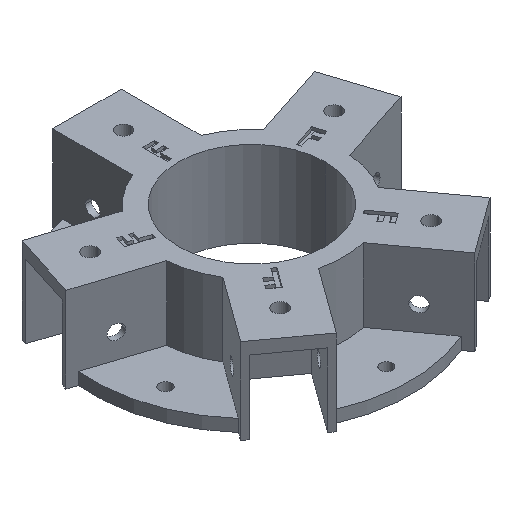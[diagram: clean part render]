
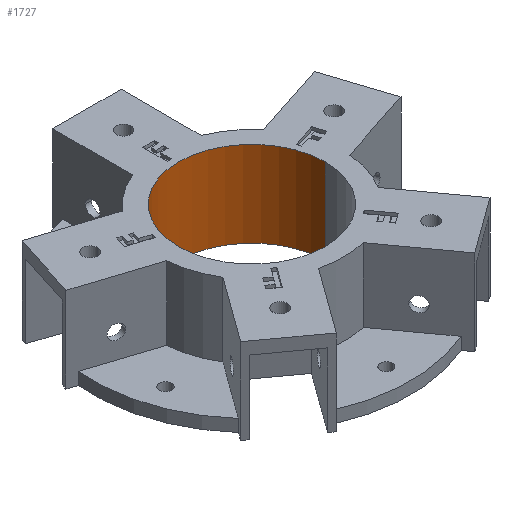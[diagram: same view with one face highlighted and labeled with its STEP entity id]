
A CAD part, isometric view. The second image highlights one B-rep face of the part: STEP entity #1727.
In plain terms, the highlighted cylindrical face has radius 60 mm (diameter 120 mm), a partial arc.
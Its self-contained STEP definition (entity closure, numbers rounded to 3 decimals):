
#187 = AXIS2_PLACEMENT_3D ( 'NONE', #1033, #4487, #4120 ) ;
#268 = DIRECTION ( 'NONE',  ( 0., 0., 1. ) ) ;
#330 = CARTESIAN_POINT ( 'NONE',  ( -60., 0., 60. ) ) ;
#560 = CARTESIAN_POINT ( 'NONE',  ( 0., 0., 60. ) ) ;
#733 = VERTEX_POINT ( 'NONE', #1923 ) ;
#932 = CIRCLE ( 'NONE', #187, 60. ) ;
#1030 = VERTEX_POINT ( 'NONE', #2483 ) ;
#1033 = CARTESIAN_POINT ( 'NONE',  ( 0., 0., 70. ) ) ;
#1239 = VERTEX_POINT ( 'NONE', #4238 ) ;
#1250 = DIRECTION ( 'NONE',  ( 0., 0., -1. ) ) ;
#1463 = ORIENTED_EDGE ( 'NONE', *, *, #2079, .F. ) ;
#1489 = VECTOR ( 'NONE', #1250, 1000. ) ;
#1649 = CARTESIAN_POINT ( 'NONE',  ( 60., 0., 70. ) ) ;
#1727 = ADVANCED_FACE ( 'NONE', ( #2712 ), #4280, .F. ) ;
#1906 = ORIENTED_EDGE ( 'NONE', *, *, #2490, .F. ) ;
#1923 = CARTESIAN_POINT ( 'NONE',  ( -60., 0., 70. ) ) ;
#1934 = LINE ( 'NONE', #330, #4229 ) ;
#2079 = EDGE_CURVE ( 'NONE', #4009, #1239, #4737, .T. ) ;
#2475 = AXIS2_PLACEMENT_3D ( 'NONE', #3903, #268, #4289 ) ;
#2483 = CARTESIAN_POINT ( 'NONE',  ( -60., 0., 0. ) ) ;
#2490 = EDGE_CURVE ( 'NONE', #1239, #1030, #4705, .T. ) ;
#2606 = ORIENTED_EDGE ( 'NONE', *, *, #4383, .T. ) ;
#2712 = FACE_OUTER_BOUND ( 'NONE', #3656, .T. ) ;
#3045 = DIRECTION ( 'NONE',  ( 0., 0., -1. ) ) ;
#3370 = DIRECTION ( 'NONE',  ( -1., 0., 0. ) ) ;
#3656 = EDGE_LOOP ( 'NONE', ( #1463, #4974, #2606, #1906 ) ) ;
#3903 = CARTESIAN_POINT ( 'NONE',  ( 0., 0., 0. ) ) ;
#4009 = VERTEX_POINT ( 'NONE', #1649 ) ;
#4053 = CARTESIAN_POINT ( 'NONE',  ( 60., 0., 60. ) ) ;
#4120 = DIRECTION ( 'NONE',  ( 1., 0., 0. ) ) ;
#4229 = VECTOR ( 'NONE', #3045, 1000. ) ;
#4238 = CARTESIAN_POINT ( 'NONE',  ( 60., 0., 0. ) ) ;
#4256 = EDGE_CURVE ( 'NONE', #733, #4009, #932, .T. ) ;
#4280 = CYLINDRICAL_SURFACE ( 'NONE', #5028, 60. ) ;
#4289 = DIRECTION ( 'NONE',  ( 1., 0., 0. ) ) ;
#4383 = EDGE_CURVE ( 'NONE', #733, #1030, #1934, .T. ) ;
#4487 = DIRECTION ( 'NONE',  ( 0., 0., -1. ) ) ;
#4705 = CIRCLE ( 'NONE', #2475, 60. ) ;
#4737 = LINE ( 'NONE', #4053, #1489 ) ;
#4971 = DIRECTION ( 'NONE',  ( 0., 0., -1. ) ) ;
#4974 = ORIENTED_EDGE ( 'NONE', *, *, #4256, .F. ) ;
#5028 = AXIS2_PLACEMENT_3D ( 'NONE', #560, #4971, #3370 ) ;
